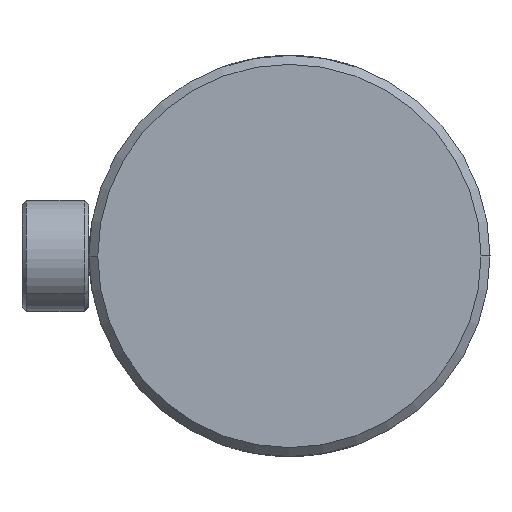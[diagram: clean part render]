
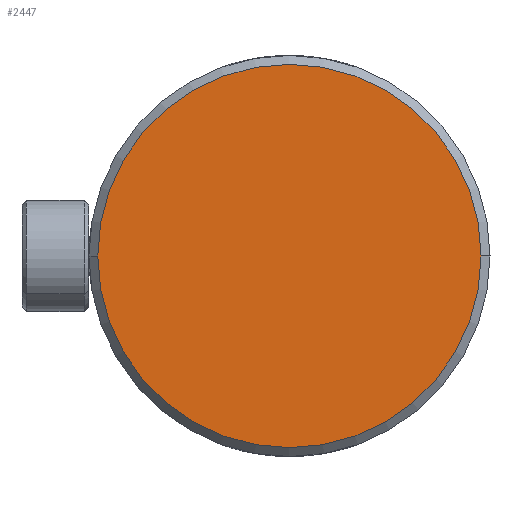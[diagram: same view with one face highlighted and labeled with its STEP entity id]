
A CAD part, left-side view. The second image highlights one B-rep face of the part: STEP entity #2447.
In plain terms, the highlighted planar face has unit normal (-1, 0, 0).
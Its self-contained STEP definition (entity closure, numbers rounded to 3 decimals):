
#213 = CARTESIAN_POINT ( 'NONE',  ( -58., 0., 0. ) ) ;
#357 = DIRECTION ( 'NONE',  ( 0., 1., 0. ) ) ;
#569 = CIRCLE ( 'NONE', #3024, 43. ) ;
#829 = AXIS2_PLACEMENT_3D ( 'NONE', #2453, #3490, #2766 ) ;
#969 = VERTEX_POINT ( 'NONE', #1834 ) ;
#1000 = VERTEX_POINT ( 'NONE', #1104 ) ;
#1026 = CIRCLE ( 'NONE', #2714, 43. ) ;
#1104 = CARTESIAN_POINT ( 'NONE',  ( -58., -43., 0. ) ) ;
#1491 = EDGE_LOOP ( 'NONE', ( #2480, #3825 ) ) ;
#1556 = EDGE_CURVE ( 'NONE', #1000, #969, #1026, .T. ) ;
#1676 = DIRECTION ( 'NONE',  ( 0., 1., 0. ) ) ;
#1834 = CARTESIAN_POINT ( 'NONE',  ( -58., 43., 0. ) ) ;
#1836 = DIRECTION ( 'NONE',  ( 1., 0., 0. ) ) ;
#1945 = FACE_OUTER_BOUND ( 'NONE', #1491, .T. ) ;
#2046 = EDGE_CURVE ( 'NONE', #969, #1000, #569, .T. ) ;
#2447 = ADVANCED_FACE ( 'NONE', ( #1945 ), #2791, .T. ) ;
#2453 = CARTESIAN_POINT ( 'NONE',  ( -58., 0., 0. ) ) ;
#2480 = ORIENTED_EDGE ( 'NONE', *, *, #2046, .F. ) ;
#2679 = CARTESIAN_POINT ( 'NONE',  ( -58., 0., 0. ) ) ;
#2714 = AXIS2_PLACEMENT_3D ( 'NONE', #213, #2721, #1676 ) ;
#2721 = DIRECTION ( 'NONE',  ( 1., 0., 0. ) ) ;
#2766 = DIRECTION ( 'NONE',  ( 0., -1., 0. ) ) ;
#2791 = PLANE ( 'NONE',  #829 ) ;
#3024 = AXIS2_PLACEMENT_3D ( 'NONE', #2679, #1836, #357 ) ;
#3490 = DIRECTION ( 'NONE',  ( -1., 0., 0. ) ) ;
#3825 = ORIENTED_EDGE ( 'NONE', *, *, #1556, .F. ) ;
